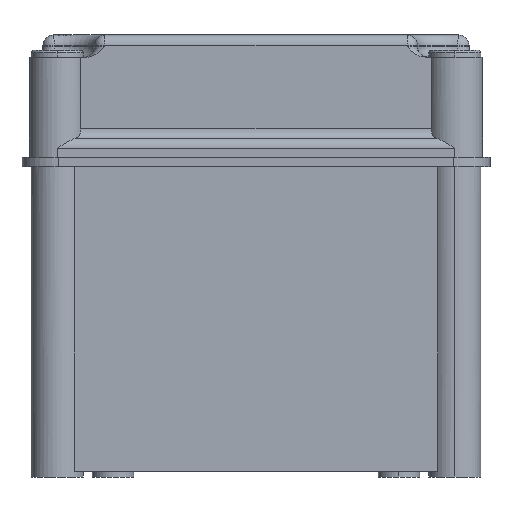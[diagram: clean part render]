
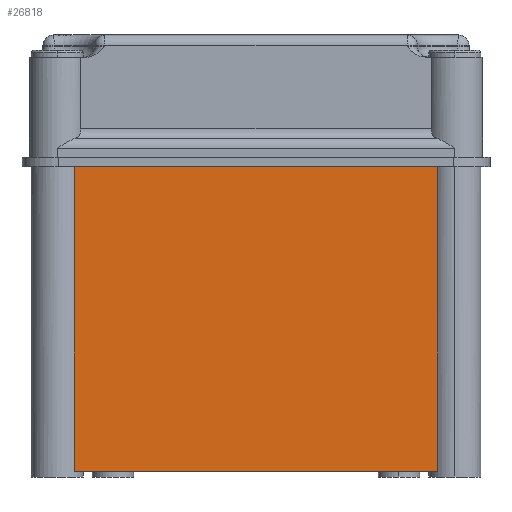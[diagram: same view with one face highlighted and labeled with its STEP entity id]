
A CAD part, front view. The second image highlights one B-rep face of the part: STEP entity #26818.
In plain terms, the highlighted planar face has unit normal (0, -1, 0).
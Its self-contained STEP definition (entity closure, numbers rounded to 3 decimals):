
#24374=DIRECTION('',(-1.,0.,0.));
#24375=VECTOR('',#24374,139.771);
#24376=CARTESIAN_POINT('',(-630.262,387.283,
318.259));
#24377=LINE('',#24376,#24375);
#24662=DIRECTION('',(-1.,0.,0.));
#24663=VECTOR('',#24662,139.771);
#24664=CARTESIAN_POINT('',(-630.262,387.283,
201.059));
#24665=LINE('',#24664,#24663);
#24676=DIRECTION('',(0.,0.,1.));
#24677=VECTOR('',#24676,117.2);
#24678=CARTESIAN_POINT('',(-630.262,387.283,
201.059));
#24679=LINE('',#24678,#24677);
#24842=DIRECTION('',(0.,0.,-1.));
#24843=VECTOR('',#24842,117.2);
#24844=CARTESIAN_POINT('',(-770.033,387.283,
318.259));
#24845=LINE('',#24844,#24843);
#26206=CARTESIAN_POINT('',(-630.262,387.283,
318.259));
#26207=VERTEX_POINT('',#26206);
#26208=CARTESIAN_POINT('',(-770.033,387.283,
318.259));
#26209=VERTEX_POINT('',#26208);
#26228=CARTESIAN_POINT('',(-630.262,387.283,
201.059));
#26229=CARTESIAN_POINT('',(-770.033,387.283,
201.059));
#26230=VERTEX_POINT('',#26228);
#26231=VERTEX_POINT('',#26229);
#26805=CARTESIAN_POINT('',(-629.685,387.283,
203.859));
#26806=DIRECTION('',(0.,-1.,0.));
#26807=DIRECTION('',(1.,0.,0.));
#26808=AXIS2_PLACEMENT_3D('',#26805,#26806,#26807);
#26809=PLANE('',#26808);
#26810=ORIENTED_EDGE('',*,*,#26624,.F.);
#26812=ORIENTED_EDGE('',*,*,#26811,.F.);
#26813=ORIENTED_EDGE('',*,*,#26755,.T.);
#26815=ORIENTED_EDGE('',*,*,#26814,.F.);
#26816=EDGE_LOOP('',(#26810,#26812,#26813,#26815));
#26817=FACE_OUTER_BOUND('',#26816,.F.);
#26624=EDGE_CURVE('',#26207,#26209,#24377,.T.);
#26755=EDGE_CURVE('',#26230,#26231,#24665,.T.);
#26811=EDGE_CURVE('',#26230,#26207,#24679,.T.);
#26814=EDGE_CURVE('',#26209,#26231,#24845,.T.);
#26818=ADVANCED_FACE('',(#26817),#26809,.T.);
